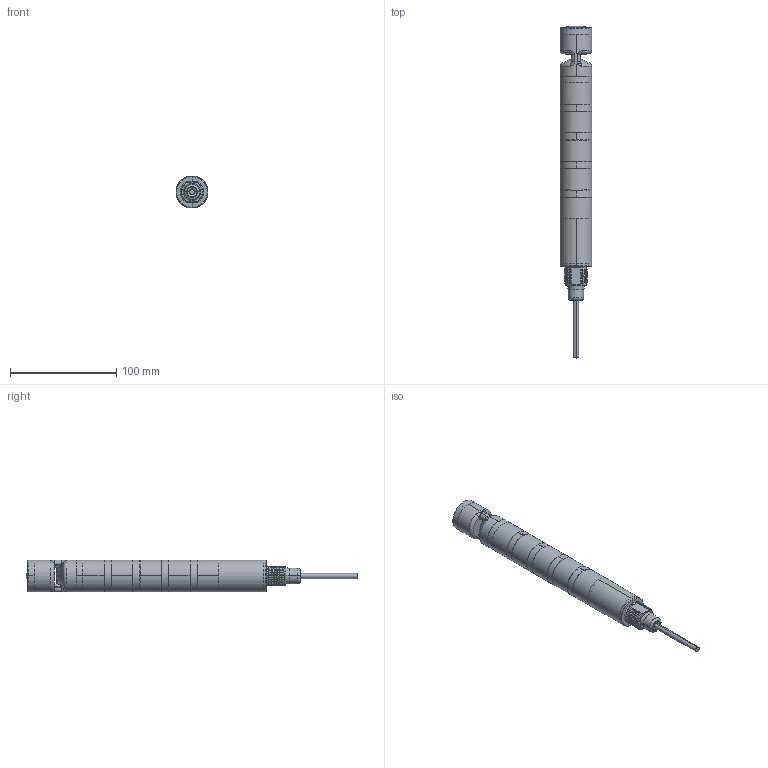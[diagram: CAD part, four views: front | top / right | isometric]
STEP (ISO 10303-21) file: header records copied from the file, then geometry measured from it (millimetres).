
FILE_DESCRIPTION((''),'2;1');
FILE_NAME('204605_ASM','2018-05-09T',('pdmadmin'),('BANNER ENGINEERING'),'CREO PARAMETRIC BY PTC INC, 2016260','CREO PARAMETRIC BY PTC INC, 2016260','');
FILE_SCHEMA(('CONFIG_CONTROL_DESIGN'));
Length unit declared in the file: millimetre
Products named in the file (15): 201226; 201225; 202000; 203806; CABLE_190; SOMMS_TL30_BASE_CABLE_ASM; 201229; 204322; 201228; 202220; SOMMS_AUDIBLE_BUZZER; 201227; SOMMS_AUDIBLE_TL30_TWISTLOCK_ASM; 202221; 204605_ASM
Assembly tree (21 placements, depth 3):
  204605_ASM
    201226
    201225
    SOMMS_TL30_BASE_CABLE_ASM
      202000
      203806
      CABLE_190
    201229
    204322
    SOMMS_AUDIBLE_TL30_TWISTLOCK_ASM
      201228
      202220
      SOMMS_AUDIBLE_BUZZER
      201227
    202221  x8
Bounding box: 30 x 312.86 x 30 mm (x, y, z)
Volume: 78171.5 mm3; surface area: 65373.9 mm2
Topology: 19 solids, 19 shells, 2495 faces, 5992 edges, 3535 vertices
Faces by surface type: bspline 988, plane 530, cylinder 357, cone 277, torus 207, sphere 136
Entity records: 114825 total; most frequent: CARTESIAN_POINT 75069, ORIENTED_EDGE 9344, DIRECTION 6836, EDGE_CURVE 4672, AXIS2_PLACEMENT_3D 2940, VERTEX_POINT 2716, EDGE_LOOP 2028, FACE_OUTER_BOUND 1991
